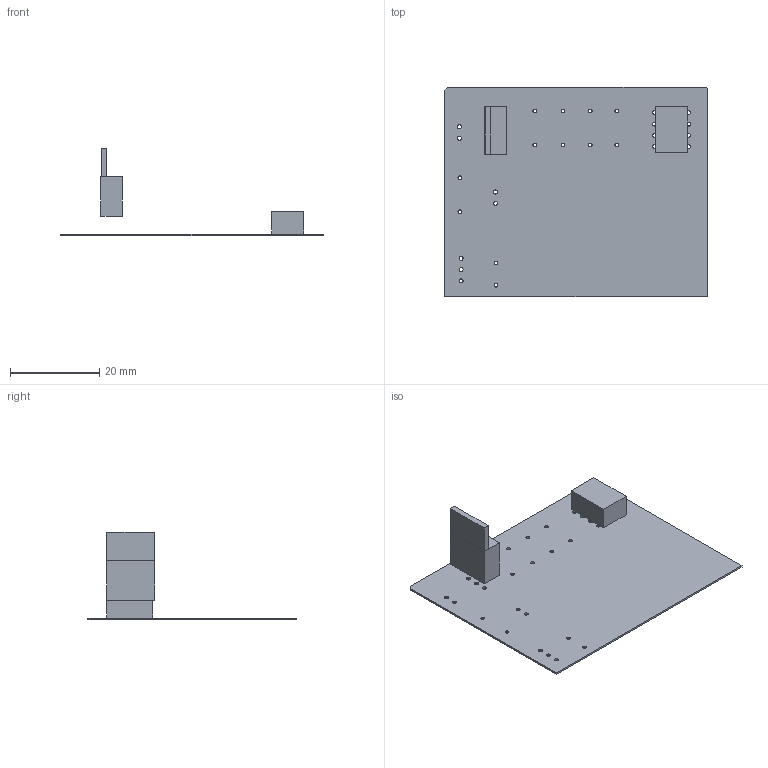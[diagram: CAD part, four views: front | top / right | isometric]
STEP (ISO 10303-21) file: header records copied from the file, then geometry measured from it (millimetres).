
FILE_DESCRIPTION(('Open CASCADE Model'),'2;1');
FILE_NAME('Open CASCADE Shape Model','2017-11-23T15:09:00',('Author'),( 'Open CASCADE'),'Open CASCADE STEP processor 6.8','Open CASCADE 6.8' ,'Unknown');
FILE_SCHEMA(('AUTOMOTIVE_DESIGN { 1 0 10303 214 1 1 1 1 }'));
Length unit declared in the file: millimetre
Products named in the file (1): PCB
Bounding box: 58.93 x 46.99 x 19.71 mm (x, y, z)
Volume: 2058.7 mm3; surface area: 6510.6 mm2
Topology: 4 solids, 4 shells, 56 faces, 144 edges, 96 vertices
Faces by surface type: cylinder 30, plane 26
Full cylindrical faces by diameter (mm): 0.8 x2, 0.85 x10, 0.9 x15, 1 x3
Entity records: 1885 total; most frequent: DIRECTION 318, CARTESIAN_POINT 297, ORIENTED_EDGE 288, EDGE_CURVE 144, AXIS2_PLACEMENT_3D 117, FACE_BOUND 116, EDGE_LOOP 116, VERTEX_POINT 96
